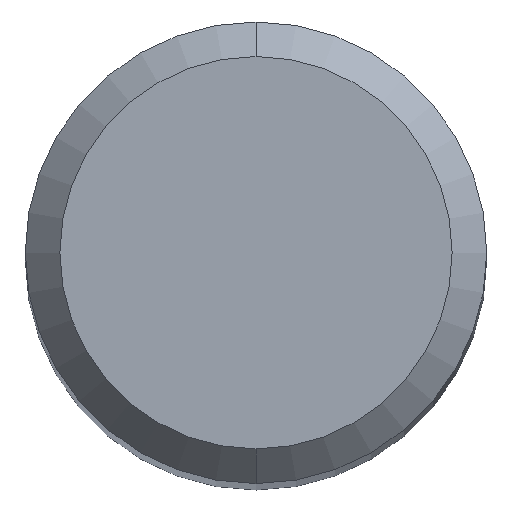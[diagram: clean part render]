
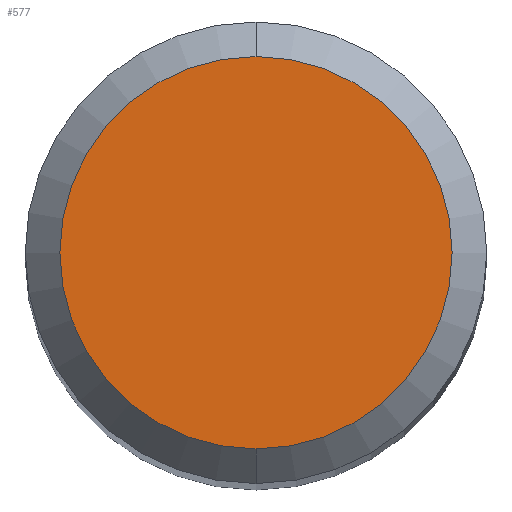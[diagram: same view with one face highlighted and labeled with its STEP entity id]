
A CAD part, top view. The second image highlights one B-rep face of the part: STEP entity #577.
In plain terms, the highlighted planar face has unit normal (0, 0, 1).
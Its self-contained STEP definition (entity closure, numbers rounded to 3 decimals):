
#395=VERTEX_POINT('',#1059);
#409=VERTEX_POINT('',#1075);
#417=EDGE_CURVE('',#409,#395,#1083,.T.);
#577=ADVANCED_FACE('',(#1262),#1263,.T.);
#685=EDGE_CURVE('',#395,#409,#1381,.T.);
#1059=CARTESIAN_POINT('',(0.,-1.7,0.0));
#1075=CARTESIAN_POINT('',(0.0,1.7,0.0));
#1083=CIRCLE('',#1870,1.7);
#1262=FACE_OUTER_BOUND('',#2545,.T.);
#1263=PLANE('',#2546);
#1381=CIRCLE('',#2942,1.7);
#1870=AXIS2_PLACEMENT_3D('',#5054,#5055,#5056);
#2545=EDGE_LOOP('',(#5305,#5306));
#2546=AXIS2_PLACEMENT_3D('',#5307,#5308,#5309);
#2942=AXIS2_PLACEMENT_3D('',#5441,#5442,#5443);
#5054=CARTESIAN_POINT('',(0.0,0.0,0.0));
#5055=DIRECTION('',(0.0,0.0,-1.0));
#5056=DIRECTION('',(0.0,1.0,0.0));
#5305=ORIENTED_EDGE('',*,*,#417,.F.);
#5306=ORIENTED_EDGE('',*,*,#685,.F.);
#5307=CARTESIAN_POINT('',(0.0,0.85,0.0));
#5308=DIRECTION('',(-0.0,0.0,1.0));
#5309=DIRECTION('',(0.0,-1.0,0.0));
#5441=CARTESIAN_POINT('',(0.0,0.0,0.0));
#5442=DIRECTION('',(0.0,0.0,-1.0));
#5443=DIRECTION('',(0.0,1.0,0.0));
